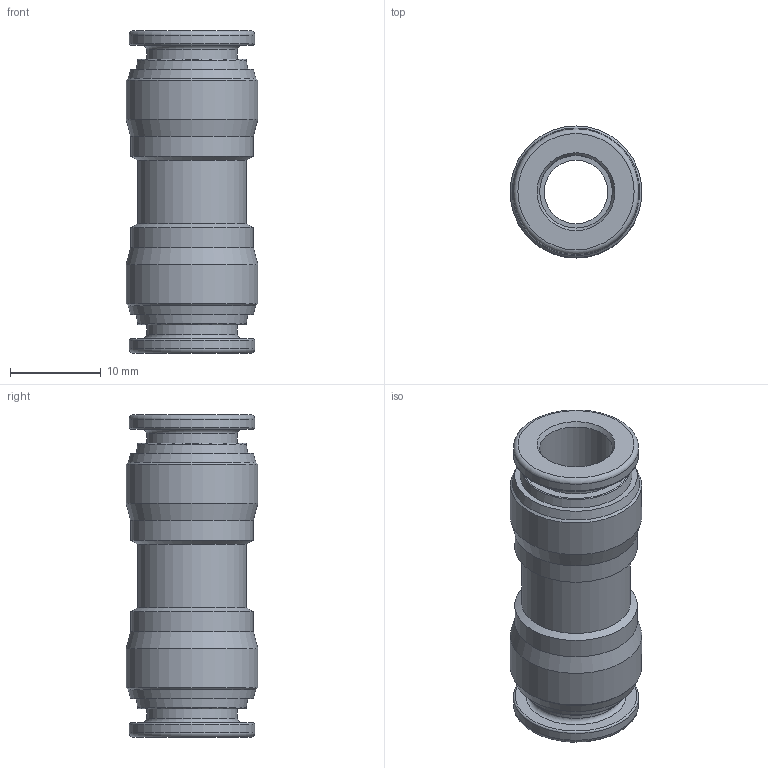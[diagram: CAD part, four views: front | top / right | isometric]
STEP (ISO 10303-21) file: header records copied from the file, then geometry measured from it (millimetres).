
FILE_DESCRIPTION(/* description */ ('STEP AP214'),/* implementation_level */ '2;1');
FILE_NAME(/* name */ '8085699_NPQR-D-Q8-E',/* time_stamp */ '2024-09-13T08:36:24+02:00',/* author */ ('License CC BY-ND 4.0'),/* organization */ ('CADENAS'),/* preprocessor_version */ 'ST-DEVELOPER v19.3',/* originating_system */ 'PARTsolutions',/* authorisation */ ' ');
FILE_SCHEMA (('AUTOMOTIVE_DESIGN {1 0 10303 214 3 1 1}'));
Length unit declared in the file: millimetre
Products named in the file (1): 8085699 NPQR-D-Q8-E---(high)
Bounding box: 14.5 x 14.5 x 35.5 mm (x, y, z)
Volume: 3095.9 mm3; surface area: 2831.9 mm2
Topology: 1 solids, 1 shells, 42 faces, 74 edges, 42 vertices
Faces by surface type: cylinder 12, cone 12, plane 10, torus 8
Full cylindrical faces by diameter (mm): 7 x1, 8 x2, 10 x2, 12 x1, 13.5 x2, 13.8 x2, 14.5 x2
Entity records: 878 total; most frequent: DIRECTION 170, CARTESIAN_POINT 127, AXIS2_PLACEMENT_3D 85, ORIENTED_EDGE 84, EDGE_LOOP 84, FACE_BOUND 84, EDGE_CURVE 42, VERTEX_POINT 42
